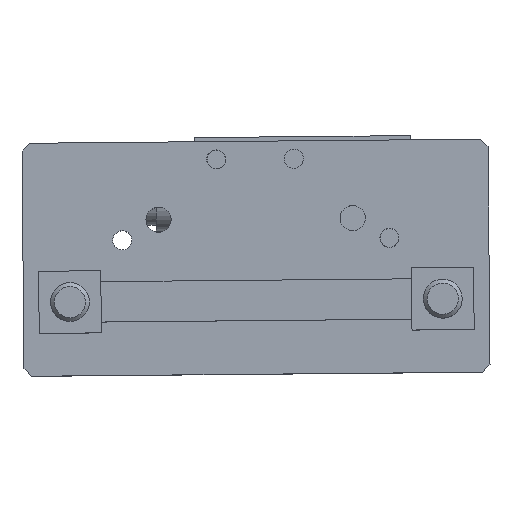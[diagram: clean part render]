
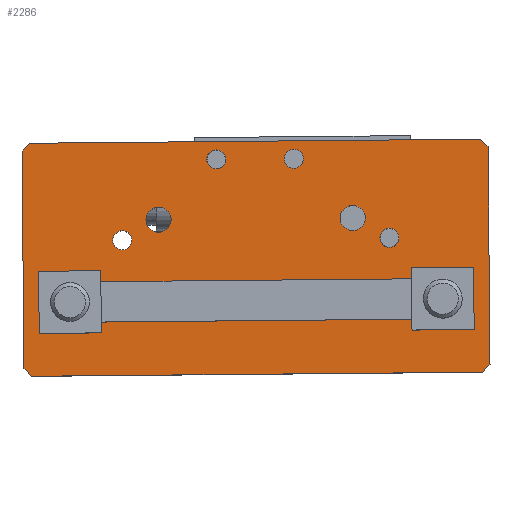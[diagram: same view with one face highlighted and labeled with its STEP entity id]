
A CAD part, top view. The second image highlights one B-rep face of the part: STEP entity #2286.
In plain terms, the highlighted planar face has unit normal (0, 0, 1).
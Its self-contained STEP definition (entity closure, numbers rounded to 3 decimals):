
#90=FACE_BOUND('',#946,.T.);
#91=FACE_BOUND('',#947,.T.);
#92=FACE_BOUND('',#948,.T.);
#93=FACE_BOUND('',#949,.T.);
#94=FACE_BOUND('',#950,.T.);
#95=FACE_BOUND('',#951,.T.);
#96=FACE_BOUND('',#952,.T.);
#97=FACE_BOUND('',#953,.T.);
#98=FACE_BOUND('',#954,.T.);
#177=CIRCLE('',#2492,1.621);
#178=CIRCLE('',#2494,1.621);
#180=CIRCLE('',#2497,1.23);
#181=CIRCLE('',#2499,1.23);
#183=CIRCLE('',#2508,2.75);
#184=CIRCLE('',#2509,2.75);
#185=CIRCLE('',#2510,1.23);
#186=CIRCLE('',#2511,1.23);
#334=LINE('',#3743,#478);
#344=LINE('',#3763,#488);
#345=LINE('',#3793,#489);
#357=LINE('',#3814,#501);
#358=LINE('',#3816,#502);
#359=LINE('',#3819,#503);
#362=LINE('',#3824,#506);
#363=LINE('',#3827,#507);
#364=LINE('',#3828,#508);
#365=LINE('',#3838,#509);
#366=LINE('',#3840,#510);
#367=LINE('',#3841,#511);
#478=VECTOR('',#2993,28.);
#488=VECTOR('',#3007,40.);
#489=VECTOR('',#3042,1.414);
#501=VECTOR('',#3058,58.);
#502=VECTOR('',#3061,1.414);
#503=VECTOR('',#3064,1.414);
#506=VECTOR('',#3069,58.);
#507=VECTOR('',#3072,28.);
#508=VECTOR('',#3073,1.414);
#509=VECTOR('',#3082,5.2);
#510=VECTOR('',#3083,5.2);
#511=VECTOR('',#3084,40.);
#603=PLANE('',#2507);
#738=FACE_OUTER_BOUND('',#945,.T.);
#945=EDGE_LOOP('',(#1916,#1917,#1918,#1919,#1920,#1921,#1922,#1923));
#946=EDGE_LOOP('',(#1924));
#947=EDGE_LOOP('',(#1925));
#948=EDGE_LOOP('',(#1926));
#949=EDGE_LOOP('',(#1927));
#950=EDGE_LOOP('',(#1928));
#951=EDGE_LOOP('',(#1929));
#952=EDGE_LOOP('',(#1930));
#953=EDGE_LOOP('',(#1931));
#954=EDGE_LOOP('',(#1932,#1933,#1934,#1935));
#1158=VERTEX_POINT('',#3741);
#1159=VERTEX_POINT('',#3742);
#1166=VERTEX_POINT('',#3759);
#1167=VERTEX_POINT('',#3761);
#1172=VERTEX_POINT('',#3775);
#1173=VERTEX_POINT('',#3778);
#1175=VERTEX_POINT('',#3783);
#1176=VERTEX_POINT('',#3786);
#1178=VERTEX_POINT('',#3791);
#1179=VERTEX_POINT('',#3792);
#1186=VERTEX_POINT('',#3812);
#1187=VERTEX_POINT('',#3818);
#1188=VERTEX_POINT('',#3822);
#1189=VERTEX_POINT('',#3826);
#1190=VERTEX_POINT('',#3829);
#1191=VERTEX_POINT('',#3831);
#1192=VERTEX_POINT('',#3833);
#1193=VERTEX_POINT('',#3835);
#1194=VERTEX_POINT('',#3837);
#1195=VERTEX_POINT('',#3839);
#1405=EDGE_CURVE('',#1158,#1159,#334,.T.);
#1415=EDGE_CURVE('',#1166,#1167,#344,.T.);
#1420=EDGE_CURVE('',#1172,#1172,#177,.T.);
#1421=EDGE_CURVE('',#1173,#1173,#178,.T.);
#1423=EDGE_CURVE('',#1175,#1175,#180,.T.);
#1424=EDGE_CURVE('',#1176,#1176,#181,.T.);
#1426=EDGE_CURVE('',#1178,#1179,#345,.T.);
#1438=EDGE_CURVE('',#1179,#1186,#357,.T.);
#1439=EDGE_CURVE('',#1186,#1158,#358,.T.);
#1440=EDGE_CURVE('',#1159,#1187,#359,.T.);
#1443=EDGE_CURVE('',#1187,#1188,#362,.T.);
#1444=EDGE_CURVE('',#1189,#1178,#363,.T.);
#1445=EDGE_CURVE('',#1188,#1189,#364,.T.);
#1446=EDGE_CURVE('',#1190,#1190,#183,.T.);
#1447=EDGE_CURVE('',#1191,#1191,#184,.T.);
#1448=EDGE_CURVE('',#1192,#1192,#185,.T.);
#1449=EDGE_CURVE('',#1193,#1193,#186,.T.);
#1450=EDGE_CURVE('',#1166,#1194,#365,.T.);
#1451=EDGE_CURVE('',#1167,#1195,#366,.T.);
#1452=EDGE_CURVE('',#1195,#1194,#367,.T.);
#1916=ORIENTED_EDGE('',*,*,#1444,.F.);
#1917=ORIENTED_EDGE('',*,*,#1445,.F.);
#1918=ORIENTED_EDGE('',*,*,#1443,.F.);
#1919=ORIENTED_EDGE('',*,*,#1440,.F.);
#1920=ORIENTED_EDGE('',*,*,#1405,.F.);
#1921=ORIENTED_EDGE('',*,*,#1439,.F.);
#1922=ORIENTED_EDGE('',*,*,#1438,.F.);
#1923=ORIENTED_EDGE('',*,*,#1426,.F.);
#1924=ORIENTED_EDGE('',*,*,#1446,.F.);
#1925=ORIENTED_EDGE('',*,*,#1447,.F.);
#1926=ORIENTED_EDGE('',*,*,#1424,.T.);
#1927=ORIENTED_EDGE('',*,*,#1448,.T.);
#1928=ORIENTED_EDGE('',*,*,#1423,.T.);
#1929=ORIENTED_EDGE('',*,*,#1449,.T.);
#1930=ORIENTED_EDGE('',*,*,#1421,.T.);
#1931=ORIENTED_EDGE('',*,*,#1420,.T.);
#1932=ORIENTED_EDGE('',*,*,#1450,.F.);
#1933=ORIENTED_EDGE('',*,*,#1415,.T.);
#1934=ORIENTED_EDGE('',*,*,#1451,.T.);
#1935=ORIENTED_EDGE('',*,*,#1452,.T.);
#2286=ADVANCED_FACE('',(#738,#90,#91,#92,#93,#94,#95,#96,#97,#98),#603,
 .T.);
#2492=AXIS2_PLACEMENT_3D('',#3776,#3022,#3023);
#2494=AXIS2_PLACEMENT_3D('',#3779,#3026,#3027);
#2497=AXIS2_PLACEMENT_3D('',#3784,#3032,#3033);
#2499=AXIS2_PLACEMENT_3D('',#3787,#3036,#3037);
#2507=AXIS2_PLACEMENT_3D('',#3825,#3070,#3071);
#2508=AXIS2_PLACEMENT_3D('',#3830,#3074,#3075);
#2509=AXIS2_PLACEMENT_3D('',#3832,#3076,#3077);
#2510=AXIS2_PLACEMENT_3D('',#3834,#3078,#3079);
#2511=AXIS2_PLACEMENT_3D('',#3836,#3080,#3081);
#2993=DIRECTION('',(0.009,-1.,0.));
#3007=DIRECTION('',(1.,0.009,0.));
#3022=DIRECTION('center_axis',(0.,0.,
-1.));
#3023=DIRECTION('ref_axis',(-1.,-0.009,0.));
#3026=DIRECTION('center_axis',(0.,0.,
-1.));
#3027=DIRECTION('ref_axis',(-1.,-0.009,0.));
#3032=DIRECTION('center_axis',(0.,0.,
-1.));
#3033=DIRECTION('ref_axis',(-1.,-0.009,0.));
#3036=DIRECTION('center_axis',(0.,0.,
-1.));
#3037=DIRECTION('ref_axis',(-1.,-0.009,0.));
#3042=DIRECTION('',(0.701,0.714,0.));
#3058=DIRECTION('',(1.,0.009,0.));
#3061=DIRECTION('',(0.714,-0.701,0.));
#3064=DIRECTION('',(-0.701,-0.714,0.));
#3069=DIRECTION('',(-1.,-0.009,0.));
#3070=DIRECTION('center_axis',(0.,0.,
1.));
#3071=DIRECTION('ref_axis',(1.,0.009,0.));
#3072=DIRECTION('',(-0.009,1.,0.));
#3073=DIRECTION('',(-0.714,0.701,0.));
#3074=DIRECTION('center_axis',(0.,0.,
1.));
#3075=DIRECTION('ref_axis',(-1.,-0.009,0.));
#3076=DIRECTION('center_axis',(0.,0.,
1.));
#3077=DIRECTION('ref_axis',(-1.,-0.009,0.));
#3078=DIRECTION('center_axis',(0.,0.,
-1.));
#3079=DIRECTION('ref_axis',(-1.,-0.009,0.));
#3080=DIRECTION('center_axis',(0.,0.,
-1.));
#3081=DIRECTION('ref_axis',(-1.,-0.009,0.));
#3082=DIRECTION('',(0.009,-1.,0.));
#3083=DIRECTION('',(0.009,-1.,0.));
#3084=DIRECTION('',(-1.,-0.009,0.));
#3741=CARTESIAN_POINT('',(698.815,97.41,34.411));
#3742=CARTESIAN_POINT('',(699.07,69.411,34.411));
#3743=CARTESIAN_POINT('',(698.806,98.41,34.411));
#3759=CARTESIAN_POINT('',(648.971,80.056,34.411));
#3761=CARTESIAN_POINT('',(688.969,80.42,34.411));
#3763=CARTESIAN_POINT('',(683.969,80.374,34.411));
#3775=CARTESIAN_POINT('',(683.019,88.266,34.411));
#3776=CARTESIAN_POINT('Origin',(681.398,88.251,34.411));
#3778=CARTESIAN_POINT('',(658.02,88.039,34.411));
#3779=CARTESIAN_POINT('Origin',(656.399,88.024,34.411));
#3783=CARTESIAN_POINT('',(675.058,95.894,34.411));
#3784=CARTESIAN_POINT('Origin',(673.828,95.883,34.411));
#3786=CARTESIAN_POINT('',(652.952,85.393,34.411));
#3787=CARTESIAN_POINT('Origin',(651.723,85.382,34.411));
#3791=CARTESIAN_POINT('',(638.818,96.865,34.411));
#3792=CARTESIAN_POINT('',(639.809,97.874,34.411));
#3793=CARTESIAN_POINT('',(643.029,101.153,34.411));
#3812=CARTESIAN_POINT('',(697.806,98.401,34.411));
#3814=CARTESIAN_POINT('',(638.809,97.865,34.411));
#3816=CARTESIAN_POINT('',(694.527,101.621,34.411));
#3818=CARTESIAN_POINT('',(698.079,68.402,34.411));
#3819=CARTESIAN_POINT('',(694.858,65.123,34.411));
#3822=CARTESIAN_POINT('',(640.081,67.875,34.411));
#3824=CARTESIAN_POINT('',(699.079,68.411,34.411));
#3825=CARTESIAN_POINT('Origin',(668.944,83.138,34.411));
#3826=CARTESIAN_POINT('',(639.072,68.866,34.411));
#3827=CARTESIAN_POINT('',(639.081,67.866,34.411));
#3828=CARTESIAN_POINT('',(643.361,64.655,34.411));
#3829=CARTESIAN_POINT('',(645.914,74.828,34.411));
#3830=CARTESIAN_POINT('Origin',(644.995,77.42,34.411));
#3831=CARTESIAN_POINT('',(693.912,75.264,34.411));
#3832=CARTESIAN_POINT('Origin',(692.993,77.856,34.411));
#3833=CARTESIAN_POINT('',(665.058,95.803,34.411));
#3834=CARTESIAN_POINT('Origin',(663.829,95.792,34.411));
#3835=CARTESIAN_POINT('',(687.351,85.705,34.411));
#3836=CARTESIAN_POINT('Origin',(686.121,85.694,34.411));
#3837=CARTESIAN_POINT('',(649.018,74.857,34.411));
#3838=CARTESIAN_POINT('',(648.808,97.956,34.411));
#3839=CARTESIAN_POINT('',(689.016,75.22,34.411));
#3840=CARTESIAN_POINT('',(688.807,98.319,34.411));
#3841=CARTESIAN_POINT('',(684.017,75.175,34.411));
